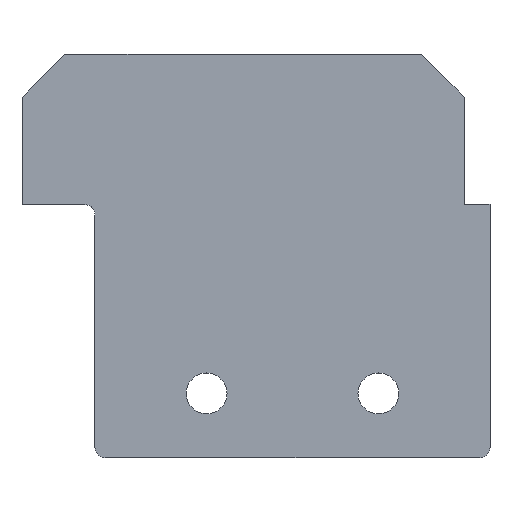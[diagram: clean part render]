
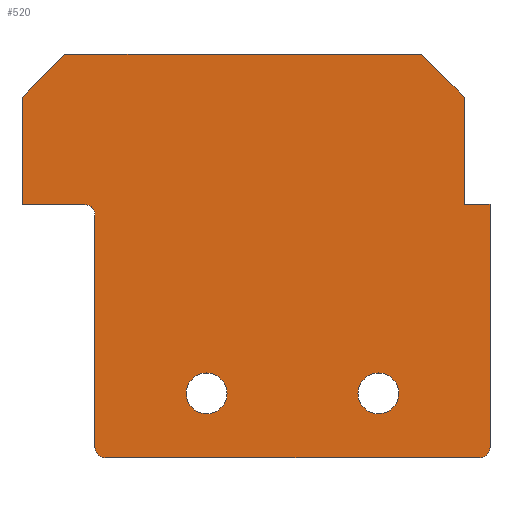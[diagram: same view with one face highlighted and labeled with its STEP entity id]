
A CAD part, top view. The second image highlights one B-rep face of the part: STEP entity #520.
In plain terms, the highlighted planar face has unit normal (0, 0, 1).
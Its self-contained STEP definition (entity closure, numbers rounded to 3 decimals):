
#3 = VERTEX_POINT ( 'NONE', #116 ) ;
#5 = CIRCLE ( 'NONE', #549, 5. ) ;
#11 = VERTEX_POINT ( 'NONE', #261 ) ;
#14 = DIRECTION ( 'NONE',  ( 0., 0., 1. ) ) ;
#16 = ORIENTED_EDGE ( 'NONE', *, *, #635, .T. ) ;
#17 = CARTESIAN_POINT ( 'NONE',  ( -5., 0., 0. ) ) ;
#19 = CIRCLE ( 'NONE', #579, 9.5 ) ;
#23 = CARTESIAN_POINT ( 'NONE',  ( -122.5, 30., 0. ) ) ;
#28 = FACE_BOUND ( 'NONE', #173, .T. ) ;
#29 = PLANE ( 'NONE',  #203 ) ;
#31 = VERTEX_POINT ( 'NONE', #330 ) ;
#35 = VECTOR ( 'NONE', #370, 1000. ) ;
#39 = VERTEX_POINT ( 'NONE', #532 ) ;
#41 = CARTESIAN_POINT ( 'NONE',  ( -12., 118., 0. ) ) ;
#44 = CARTESIAN_POINT ( 'NONE',  ( -42.5, 30., 0. ) ) ;
#46 = LINE ( 'NONE', #260, #147 ) ;
#48 = ORIENTED_EDGE ( 'NONE', *, *, #666, .T. ) ;
#52 = ORIENTED_EDGE ( 'NONE', *, *, #237, .T. ) ;
#53 = ORIENTED_EDGE ( 'NONE', *, *, #588, .T. ) ;
#57 = VERTEX_POINT ( 'NONE', #589 ) ;
#61 = DIRECTION ( 'NONE',  ( -0.707, -0.707, 0. ) ) ;
#63 = VECTOR ( 'NONE', #353, 1000. ) ;
#71 = CARTESIAN_POINT ( 'NONE',  ( 0., 118., 0. ) ) ;
#73 = ORIENTED_EDGE ( 'NONE', *, *, #398, .F. ) ;
#77 = CARTESIAN_POINT ( 'NONE',  ( -198., 188., 0. ) ) ;
#88 = CARTESIAN_POINT ( 'NONE',  ( -184., 0., 0. ) ) ;
#93 = DIRECTION ( 'NONE',  ( 0., 1., 0. ) ) ;
#102 = VERTEX_POINT ( 'NONE', #202 ) ;
#103 = AXIS2_PLACEMENT_3D ( 'NONE', #660, #178, #664 ) ;
#104 = EDGE_CURVE ( 'NONE', #194, #490, #46, .T. ) ;
#115 = EDGE_CURVE ( 'NONE', #458, #3, #304, .T. ) ;
#116 = CARTESIAN_POINT ( 'NONE',  ( 0., 118., 0. ) ) ;
#120 = CARTESIAN_POINT ( 'NONE',  ( -179., 0., 0. ) ) ;
#122 = ORIENTED_EDGE ( 'NONE', *, *, #134, .T. ) ;
#125 = VERTEX_POINT ( 'NONE', #245 ) ;
#127 = DIRECTION ( 'NONE',  ( 1., 0., 0. ) ) ;
#134 = EDGE_CURVE ( 'NONE', #57, #161, #517, .T. ) ;
#136 = LINE ( 'NONE', #71, #510 ) ;
#141 = CARTESIAN_POINT ( 'NONE',  ( -218., 0., 0. ) ) ;
#147 = VECTOR ( 'NONE', #671, 1000. ) ;
#150 = DIRECTION ( 'NONE',  ( 0., 0., 1. ) ) ;
#161 = VERTEX_POINT ( 'NONE', #619 ) ;
#163 = LINE ( 'NONE', #633, #35 ) ;
#169 = LINE ( 'NONE', #335, #401 ) ;
#173 = EDGE_LOOP ( 'NONE', ( #475, #541 ) ) ;
#178 = DIRECTION ( 'NONE',  ( 0., 0., 1. ) ) ;
#189 = FACE_OUTER_BOUND ( 'NONE', #533, .T. ) ;
#193 = VERTEX_POINT ( 'NONE', #44 ) ;
#194 = VERTEX_POINT ( 'NONE', #256 ) ;
#198 = DIRECTION ( 'NONE',  ( 0., 0., 1. ) ) ;
#201 = DIRECTION ( 'NONE',  ( 0., -1., 0. ) ) ;
#202 = CARTESIAN_POINT ( 'NONE',  ( -61.5, 30., 0. ) ) ;
#203 = AXIS2_PLACEMENT_3D ( 'NONE', #397, #198, #614 ) ;
#212 = VERTEX_POINT ( 'NONE', #17 ) ;
#216 = CIRCLE ( 'NONE', #295, 9.5 ) ;
#227 = DIRECTION ( 'NONE',  ( 1., 0., 0. ) ) ;
#235 = ORIENTED_EDGE ( 'NONE', *, *, #375, .T. ) ;
#236 = EDGE_CURVE ( 'NONE', #273, #212, #169, .T. ) ;
#237 = EDGE_CURVE ( 'NONE', #11, #194, #163, .T. ) ;
#241 = VECTOR ( 'NONE', #201, 1000. ) ;
#242 = DIRECTION ( 'NONE',  ( 0., 0., -1. ) ) ;
#243 = DIRECTION ( 'NONE',  ( 1., 0., 0. ) ) ;
#245 = CARTESIAN_POINT ( 'NONE',  ( -12., 118., 0. ) ) ;
#248 = DIRECTION ( 'NONE',  ( 0., 0., 1. ) ) ;
#250 = ORIENTED_EDGE ( 'NONE', *, *, #289, .T. ) ;
#256 = CARTESIAN_POINT ( 'NONE',  ( -32., 188., 0. ) ) ;
#260 = CARTESIAN_POINT ( 'NONE',  ( 0., 188., 0. ) ) ;
#261 = CARTESIAN_POINT ( 'NONE',  ( -12., 168., 0. ) ) ;
#273 = VERTEX_POINT ( 'NONE', #120 ) ;
#274 = DIRECTION ( 'NONE',  ( 1., 0., 0. ) ) ;
#280 = EDGE_LOOP ( 'NONE', ( #319, #73 ) ) ;
#282 = LINE ( 'NONE', #527, #659 ) ;
#288 = CARTESIAN_POINT ( 'NONE',  ( -189., 113., 0. ) ) ;
#289 = EDGE_CURVE ( 'NONE', #490, #57, #282, .T. ) ;
#290 = ORIENTED_EDGE ( 'NONE', *, *, #643, .T. ) ;
#294 = FACE_BOUND ( 'NONE', #280, .T. ) ;
#295 = AXIS2_PLACEMENT_3D ( 'NONE', #665, #248, #243 ) ;
#300 = EDGE_CURVE ( 'NONE', #410, #339, #19, .T. ) ;
#304 = LINE ( 'NONE', #360, #535 ) ;
#311 = DIRECTION ( 'NONE',  ( 1., 0., 0. ) ) ;
#316 = VECTOR ( 'NONE', #468, 1000. ) ;
#319 = ORIENTED_EDGE ( 'NONE', *, *, #300, .F. ) ;
#330 = CARTESIAN_POINT ( 'NONE',  ( -189., 118., 0. ) ) ;
#335 = CARTESIAN_POINT ( 'NONE',  ( 0., 0., 0. ) ) ;
#339 = VERTEX_POINT ( 'NONE', #383 ) ;
#342 = CIRCLE ( 'NONE', #504, 9.5 ) ;
#343 = DIRECTION ( 'NONE',  ( 0., 0., 1. ) ) ;
#344 = DIRECTION ( 'NONE',  ( 1., 0., 0. ) ) ;
#350 = VECTOR ( 'NONE', #625, 1000. ) ;
#353 = DIRECTION ( 'NONE',  ( 0., 1., 0. ) ) ;
#359 = EDGE_CURVE ( 'NONE', #212, #458, #392, .T. ) ;
#360 = CARTESIAN_POINT ( 'NONE',  ( 0., 0., 0. ) ) ;
#370 = DIRECTION ( 'NONE',  ( -0.707, 0.707, 0. ) ) ;
#375 = EDGE_CURVE ( 'NONE', #31, #461, #624, .T. ) ;
#383 = CARTESIAN_POINT ( 'NONE',  ( -141.5, 30., 0. ) ) ;
#392 = CIRCLE ( 'NONE', #103, 5. ) ;
#393 = DIRECTION ( 'NONE',  ( 1., 0., 0. ) ) ;
#397 = CARTESIAN_POINT ( 'NONE',  ( 0., 0., 0. ) ) ;
#398 = EDGE_CURVE ( 'NONE', #339, #410, #409, .T. ) ;
#401 = VECTOR ( 'NONE', #227, 1000. ) ;
#405 = CARTESIAN_POINT ( 'NONE',  ( 0., 118., 0. ) ) ;
#409 = CIRCLE ( 'NONE', #668, 9.5 ) ;
#410 = VERTEX_POINT ( 'NONE', #23 ) ;
#411 = ORIENTED_EDGE ( 'NONE', *, *, #359, .T. ) ;
#412 = LINE ( 'NONE', #41, #63 ) ;
#414 = EDGE_CURVE ( 'NONE', #161, #31, #136, .T. ) ;
#424 = ORIENTED_EDGE ( 'NONE', *, *, #104, .T. ) ;
#441 = CARTESIAN_POINT ( 'NONE',  ( 0., 5., 0. ) ) ;
#444 = DIRECTION ( 'NONE',  ( 0., 0., 1. ) ) ;
#452 = ORIENTED_EDGE ( 'NONE', *, *, #236, .T. ) ;
#458 = VERTEX_POINT ( 'NONE', #441 ) ;
#461 = VERTEX_POINT ( 'NONE', #507 ) ;
#464 = ORIENTED_EDGE ( 'NONE', *, *, #115, .T. ) ;
#468 = DIRECTION ( 'NONE',  ( 0., -1., 0. ) ) ;
#473 = EDGE_CURVE ( 'NONE', #193, #102, #342, .T. ) ;
#475 = ORIENTED_EDGE ( 'NONE', *, *, #473, .F. ) ;
#490 = VERTEX_POINT ( 'NONE', #77 ) ;
#492 = CARTESIAN_POINT ( 'NONE',  ( -132., 30., 0. ) ) ;
#495 = AXIS2_PLACEMENT_3D ( 'NONE', #288, #242, #555 ) ;
#504 = AXIS2_PLACEMENT_3D ( 'NONE', #607, #343, #393 ) ;
#507 = CARTESIAN_POINT ( 'NONE',  ( -184., 113., 0. ) ) ;
#508 = LINE ( 'NONE', #405, #350 ) ;
#510 = VECTOR ( 'NONE', #344, 1000. ) ;
#514 = CARTESIAN_POINT ( 'NONE',  ( -179., 5., 0. ) ) ;
#517 = LINE ( 'NONE', #141, #316 ) ;
#520 = ADVANCED_FACE ( 'NONE', ( #294, #28, #189 ), #29, .T. ) ;
#525 = ORIENTED_EDGE ( 'NONE', *, *, #414, .T. ) ;
#527 = CARTESIAN_POINT ( 'NONE',  ( -193., 193., 0. ) ) ;
#532 = CARTESIAN_POINT ( 'NONE',  ( -184., 5., 0. ) ) ;
#533 = EDGE_LOOP ( 'NONE', ( #452, #411, #464, #53, #290, #52, #424, #250, #122, #525, #235, #48, #16 ) ) ;
#535 = VECTOR ( 'NONE', #93, 1000. ) ;
#541 = ORIENTED_EDGE ( 'NONE', *, *, #542, .F. ) ;
#542 = EDGE_CURVE ( 'NONE', #102, #193, #216, .T. ) ;
#549 = AXIS2_PLACEMENT_3D ( 'NONE', #514, #150, #311 ) ;
#555 = DIRECTION ( 'NONE',  ( 1., 0., 0. ) ) ;
#579 = AXIS2_PLACEMENT_3D ( 'NONE', #492, #14, #274 ) ;
#588 = EDGE_CURVE ( 'NONE', #3, #125, #508, .T. ) ;
#589 = CARTESIAN_POINT ( 'NONE',  ( -218., 168., 0. ) ) ;
#607 = CARTESIAN_POINT ( 'NONE',  ( -52., 30., 0. ) ) ;
#609 = CARTESIAN_POINT ( 'NONE',  ( -132., 30., 0. ) ) ;
#614 = DIRECTION ( 'NONE',  ( 1., 0., 0. ) ) ;
#619 = CARTESIAN_POINT ( 'NONE',  ( -218., 118., 0. ) ) ;
#624 = CIRCLE ( 'NONE', #495, 5. ) ;
#625 = DIRECTION ( 'NONE',  ( -1., 0., 0. ) ) ;
#633 = CARTESIAN_POINT ( 'NONE',  ( 78., 78., 0. ) ) ;
#635 = EDGE_CURVE ( 'NONE', #39, #273, #5, .T. ) ;
#643 = EDGE_CURVE ( 'NONE', #125, #11, #412, .T. ) ;
#659 = VECTOR ( 'NONE', #61, 1000. ) ;
#660 = CARTESIAN_POINT ( 'NONE',  ( -5., 5., 0. ) ) ;
#664 = DIRECTION ( 'NONE',  ( 1., 0., 0. ) ) ;
#665 = CARTESIAN_POINT ( 'NONE',  ( -52., 30., 0. ) ) ;
#666 = EDGE_CURVE ( 'NONE', #461, #39, #674, .T. ) ;
#668 = AXIS2_PLACEMENT_3D ( 'NONE', #609, #444, #127 ) ;
#671 = DIRECTION ( 'NONE',  ( -1., 0., 0. ) ) ;
#674 = LINE ( 'NONE', #88, #241 ) ;
